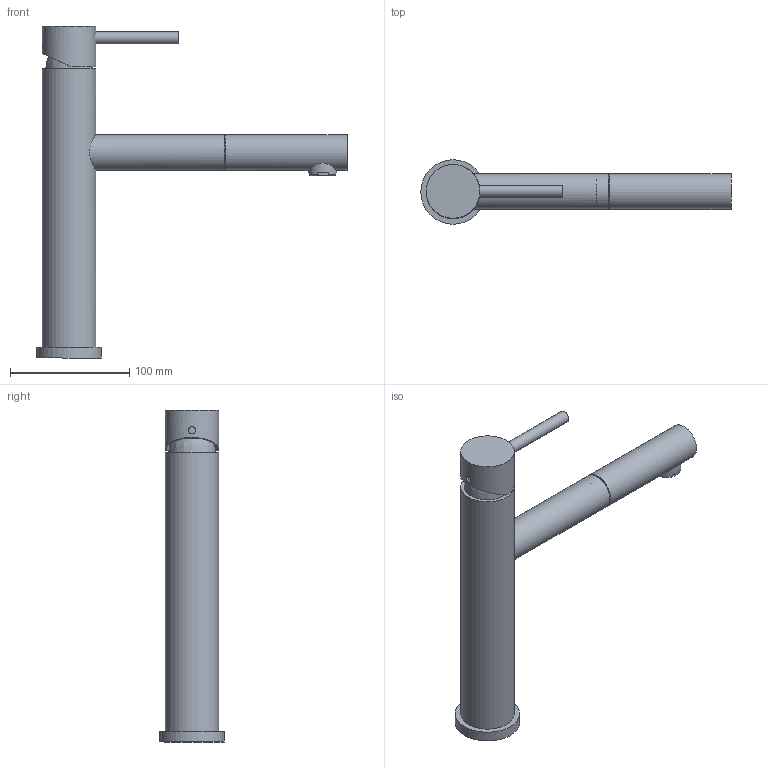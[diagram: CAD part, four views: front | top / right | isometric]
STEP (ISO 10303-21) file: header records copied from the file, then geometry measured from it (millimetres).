
FILE_DESCRIPTION(/* description */ (''),/* implementation_level */ '2;1');
FILE_NAME(/* name */ '3D_927900_ComoShowerSky Innenleben raus Kartusche und Strahlregler - done RING AM AUSLAUF ENTFERNEN.step',/* time_stamp */ '2023-03-06T18:46:16+01:00',/* author */ (''),/* organization */ (''),/* preprocessor_version */ 'ST-DEVELOPER v19.2',/* originating_system */ 'Autodesk Translation Framework v11.17.0.187',/* authorisation */ '');
FILE_SCHEMA (('AUTOMOTIVE_DESIGN { 1 0 10303 214 3 1 1 }'));
Length unit declared in the file: millimetre
Products named in the file (18): (Nicht gespeichert); GT2021P-01_ASM; GT2011-04; GT2079P-02_ASM; GT2079P-02-01; GT2079P-02-02; SLY-0051; GT2011-05_ASM; GT2011-05; V103_ASM; V103B; V249; V101; DLT013_ASM; DLT013-01-01; V522-02; DLT013-02; V140D
Assembly tree (17 placements, depth 3):
  (Nicht gespeichert)
    GT2021P-01_ASM
      GT2011-04
    GT2079P-02_ASM
      GT2079P-02-01
      GT2079P-02-02
      SLY-0051
    GT2011-05_ASM
      GT2011-05
    V103_ASM
      V103B
      V249
      V101
    DLT013_ASM
      DLT013-01-01
      V522-02
      DLT013-02
      V140D
Bounding box: 259.8 x 54 x 278 mm (x, y, z)
Volume: 576328.4 mm3; surface area: 87885.3 mm2
Topology: 8 solids, 10 shells, 105 faces, 255 edges, 169 vertices
Faces by surface type: plane 48, cylinder 34, bspline 10, torus 8, cone 5
Full cylindrical faces by diameter (mm): 6 x1, 10 x2, 16.5 x1, 20.1 x1, 23.8 x1, 24.5 x1, 26.9 x1, 30 x3, 41 x1, 45 x2, 54 x1
Entity records: 8739 total; most frequent: CARTESIAN_POINT 5812, DIRECTION 590, ORIENTED_EDGE 481, EDGE_CURVE 255, AXIS2_PLACEMENT_3D 243, VERTEX_POINT 169, EDGE_LOOP 111, CIRCLE 107
